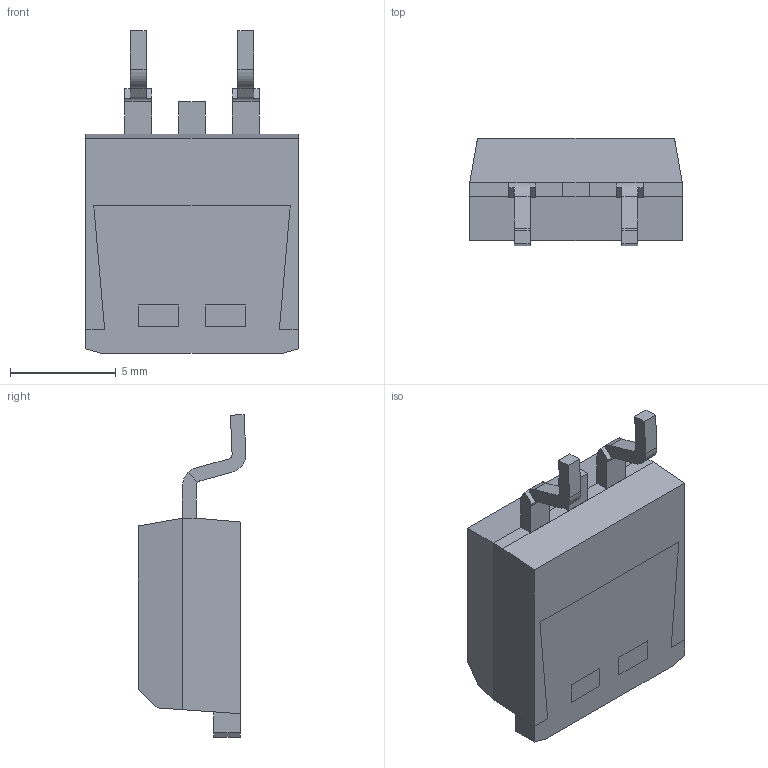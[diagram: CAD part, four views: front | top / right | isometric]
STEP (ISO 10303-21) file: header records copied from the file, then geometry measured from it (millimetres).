
FILE_DESCRIPTION (( 'STEP AP214' ), '1' );
FILE_NAME ('SQM90142E_GE3.STEP', '2023-12-06T04:59:26', ( 'LENOVO' ), ( '' ), 'SwSTEP 2.0', 'SolidWorks 2021', '' );
FILE_SCHEMA (( 'AUTOMOTIVE_DESIGN' ));
Length unit declared in the file: inch
Products named in the file (1): SQM90142E_GE3
Bounding box: 10.03 x 5.08 x 15.24 mm (x, y, z)
Volume: 446.4 mm3; surface area: 604.4 mm2
Topology: 5 solids, 5 shells, 87 faces, 223 edges, 148 vertices
Faces by surface type: plane 79, cylinder 8
Entity records: 2697 total; most frequent: CARTESIAN_POINT 459, ORIENTED_EDGE 446, DIRECTION 423, EDGE_CURVE 223, VECTOR 199, LINE 199, VERTEX_POINT 148, AXIS2_PLACEMENT_3D 112
